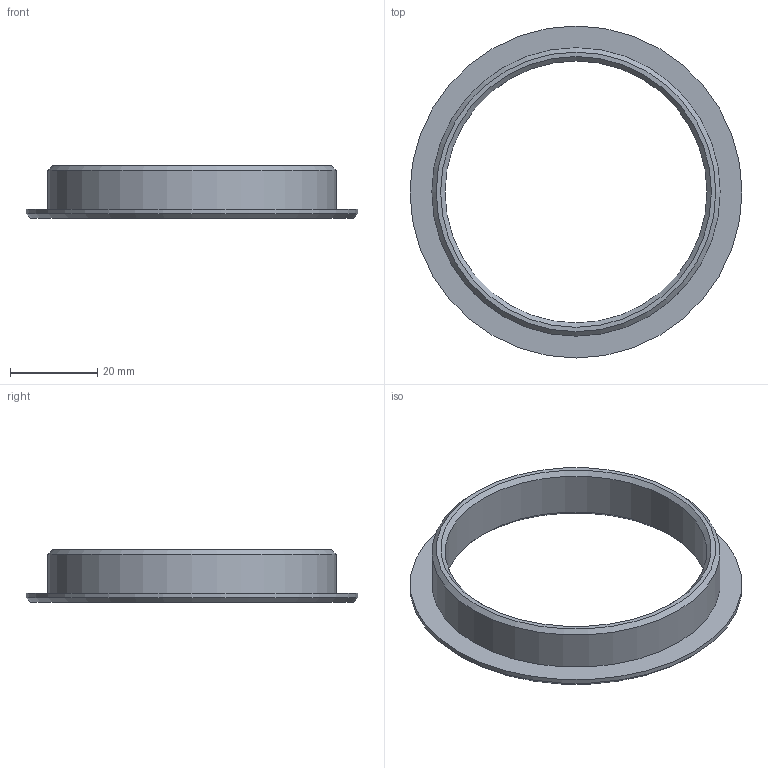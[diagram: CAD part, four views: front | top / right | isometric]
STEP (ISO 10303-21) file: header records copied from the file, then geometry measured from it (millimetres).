
FILE_DESCRIPTION(/* description */ (''),/* implementation_level */ '2;1');
FILE_NAME(/* name */ 'PSU Duct.step',/* time_stamp */ '2019-07-31T13:24:03+01:00',/* author */ (''),/* organization */ (''),/* preprocessor_version */ 'ST-DEVELOPER v18',/* originating_system */ 'Autodesk Translation Framework v8.2.0.1029',/* authorisation */ '');
FILE_SCHEMA (('AUTOMOTIVE_DESIGN { 1 0 10303 214 3 1 1 }'));
Length unit declared in the file: millimetre
Products named in the file (2): PSU Duct; PSU Duct_1
Assembly tree (1 placements, depth 2):
  PSU Duct
    PSU Duct_1
Bounding box: 76 x 76 x 12 mm (x, y, z)
Volume: 8944.1 mm3; surface area: 7748.8 mm2
Topology: 1 solids, 1 shells, 10 faces, 17 edges, 10 vertices
Faces by surface type: cone 4, plane 3, cylinder 3
Full cylindrical faces by diameter (mm): 60 x1, 66 x1, 76 x1
Entity records: 312 total; most frequent: DIRECTION 55, CARTESIAN_POINT 41, ORIENTED_EDGE 34, AXIS2_PLACEMENT_3D 24, EDGE_CURVE 17, EDGE_LOOP 13, FACE_OUTER_BOUND 10, CIRCLE 10
